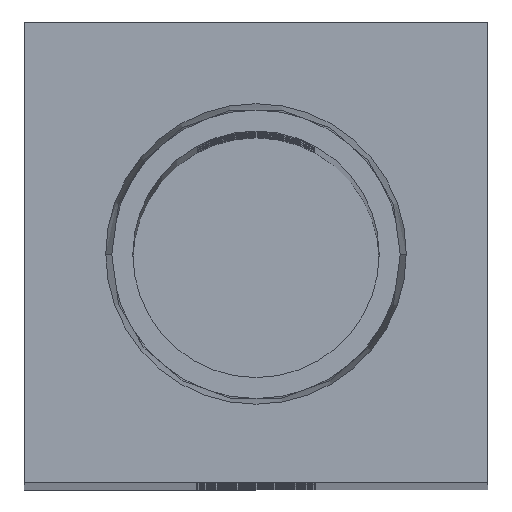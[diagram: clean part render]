
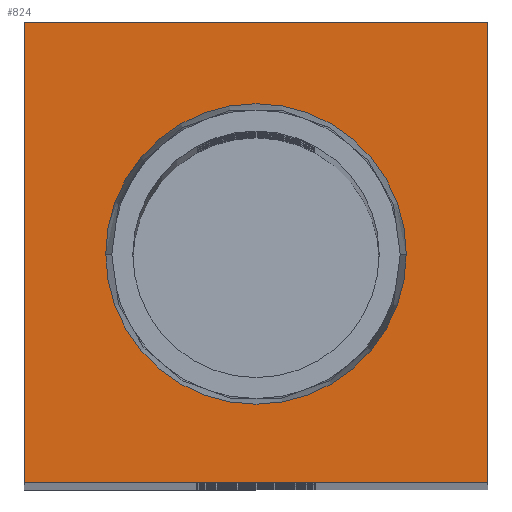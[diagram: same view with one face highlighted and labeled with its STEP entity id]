
A CAD part, top view. The second image highlights one B-rep face of the part: STEP entity #824.
In plain terms, the highlighted planar face has unit normal (0, 0, 1).
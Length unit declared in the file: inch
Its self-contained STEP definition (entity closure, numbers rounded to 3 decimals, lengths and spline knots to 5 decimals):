
#17 = ORIENTED_EDGE ( 'NONE', *, *, #2241, .F. ) ;
#49 = VERTEX_POINT ( 'NONE', #1364 ) ;
#113 = CIRCLE ( 'NONE', #2795, 0.20242 ) ;
#283 = ORIENTED_EDGE ( 'NONE', *, *, #1529, .T. ) ;
#329 = CARTESIAN_POINT ( 'NONE',  ( -0.3125, -0.31, 3. ) ) ;
#340 = CARTESIAN_POINT ( 'NONE',  ( -0.20242, -0.0025, 3. ) ) ;
#389 = ORIENTED_EDGE ( 'NONE', *, *, #935, .T. ) ;
#394 = VERTEX_POINT ( 'NONE', #1066 ) ;
#456 = EDGE_LOOP ( 'NONE', ( #389, #1863, #283, #2343 ) ) ;
#505 = CARTESIAN_POINT ( 'NONE',  ( 0.3125, -0.31, 3. ) ) ;
#581 = DIRECTION ( 'NONE',  ( 1., 0., 0. ) ) ;
#605 = DIRECTION ( 'NONE',  ( 0., 0., 1. ) ) ;
#749 = CARTESIAN_POINT ( 'NONE',  ( 0.3125, 0.31, 3. ) ) ;
#824 = ADVANCED_FACE ( 'NONE', ( #1384, #1445 ), #2012, .T. ) ;
#932 = VERTEX_POINT ( 'NONE', #505 ) ;
#935 = EDGE_CURVE ( 'NONE', #49, #394, #1619, .T. ) ;
#967 = CARTESIAN_POINT ( 'NONE',  ( 0.3125, 0.31, 3. ) ) ;
#1002 = CARTESIAN_POINT ( 'NONE',  ( 0.3125, -0.31, 3. ) ) ;
#1019 = EDGE_CURVE ( 'NONE', #2481, #49, #2911, .T. ) ;
#1066 = CARTESIAN_POINT ( 'NONE',  ( -0.3125, -0.31, 3. ) ) ;
#1068 = EDGE_LOOP ( 'NONE', ( #17, #2809 ) ) ;
#1071 = LINE ( 'NONE', #2173, #2640 ) ;
#1195 = AXIS2_PLACEMENT_3D ( 'NONE', #1756, #605, #1353 ) ;
#1235 = VECTOR ( 'NONE', #2123, 39.37008 ) ;
#1353 = DIRECTION ( 'NONE',  ( 1., 0., 0. ) ) ;
#1364 = CARTESIAN_POINT ( 'NONE',  ( -0.3125, 0.31, 3. ) ) ;
#1384 = FACE_BOUND ( 'NONE', #1068, .T. ) ;
#1435 = LINE ( 'NONE', #1002, #2564 ) ;
#1445 = FACE_OUTER_BOUND ( 'NONE', #456, .T. ) ;
#1529 = EDGE_CURVE ( 'NONE', #932, #2481, #1071, .T. ) ;
#1558 = VERTEX_POINT ( 'NONE', #2044 ) ;
#1610 = DIRECTION ( 'NONE',  ( 0., 1., 0. ) ) ;
#1619 = LINE ( 'NONE', #329, #2148 ) ;
#1666 = DIRECTION ( 'NONE',  ( 1., 0., 0. ) ) ;
#1733 = CARTESIAN_POINT ( 'NONE',  ( 0., -0.0025, 3. ) ) ;
#1756 = CARTESIAN_POINT ( 'NONE',  ( 0., 0., 3. ) ) ;
#1789 = CIRCLE ( 'NONE', #2861, 0.20242 ) ;
#1863 = ORIENTED_EDGE ( 'NONE', *, *, #1982, .T. ) ;
#1982 = EDGE_CURVE ( 'NONE', #394, #932, #1435, .T. ) ;
#2012 = PLANE ( 'NONE',  #1195 ) ;
#2044 = CARTESIAN_POINT ( 'NONE',  ( 0.20242, -0.0025, 3. ) ) ;
#2123 = DIRECTION ( 'NONE',  ( -1., 0., 0. ) ) ;
#2148 = VECTOR ( 'NONE', #2161, 39.37008 ) ;
#2161 = DIRECTION ( 'NONE',  ( 0., -1., 0. ) ) ;
#2173 = CARTESIAN_POINT ( 'NONE',  ( 0.3125, -0.31, 3. ) ) ;
#2207 = VERTEX_POINT ( 'NONE', #340 ) ;
#2241 = EDGE_CURVE ( 'NONE', #1558, #2207, #113, .T. ) ;
#2343 = ORIENTED_EDGE ( 'NONE', *, *, #1019, .T. ) ;
#2481 = VERTEX_POINT ( 'NONE', #967 ) ;
#2504 = EDGE_CURVE ( 'NONE', #2207, #1558, #1789, .T. ) ;
#2564 = VECTOR ( 'NONE', #581, 39.37008 ) ;
#2594 = CARTESIAN_POINT ( 'NONE',  ( 0., -0.0025, 3. ) ) ;
#2640 = VECTOR ( 'NONE', #1610, 39.37008 ) ;
#2645 = DIRECTION ( 'NONE',  ( 0., 0., 1. ) ) ;
#2769 = DIRECTION ( 'NONE',  ( 1., 0., 0. ) ) ;
#2795 = AXIS2_PLACEMENT_3D ( 'NONE', #1733, #2645, #1666 ) ;
#2809 = ORIENTED_EDGE ( 'NONE', *, *, #2504, .F. ) ;
#2861 = AXIS2_PLACEMENT_3D ( 'NONE', #2594, #2962, #2769 ) ;
#2911 = LINE ( 'NONE', #749, #1235 ) ;
#2962 = DIRECTION ( 'NONE',  ( 0., 0., 1. ) ) ;
